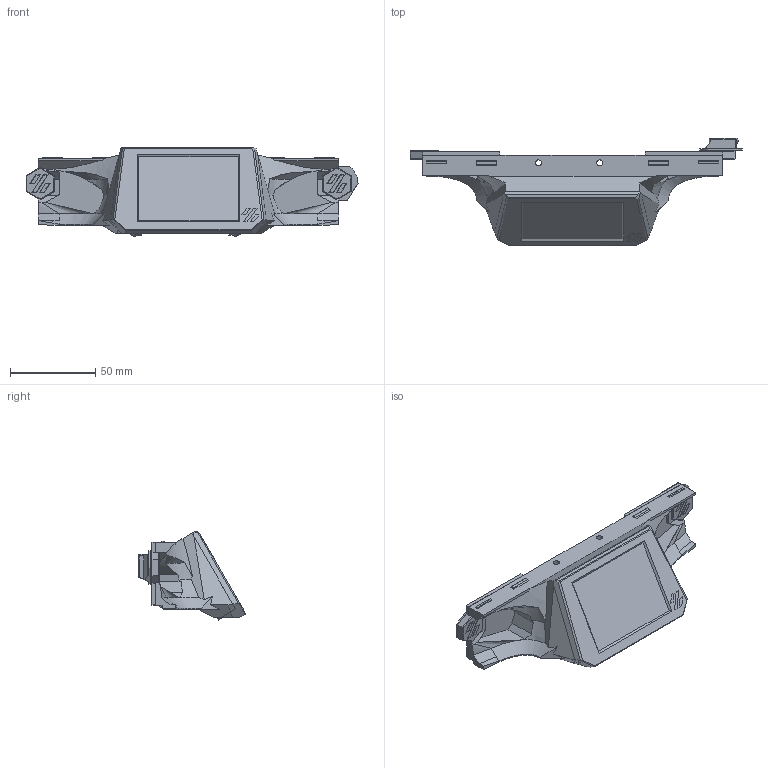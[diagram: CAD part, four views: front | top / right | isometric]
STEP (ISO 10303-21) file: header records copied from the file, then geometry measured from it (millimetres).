
FILE_DESCRIPTION(/* description */ (''),/* implementation_level */ '2;1');
FILE_NAME(/* name */ 'stealthwaveshare_v02_frontskirt.step',/* time_stamp */ '2023-05-21T06:24:22-07:00',/* author */ (''),/* organization */ (''),/* preprocessor_version */ 'ST-DEVELOPER v19.2',/* originating_system */ 'Autodesk Translation Framework v12.4.0.73',/* authorisation */ '');
FILE_SCHEMA (('AUTOMOTIVE_DESIGN { 1 0 10303 214 3 1 1 }'));
Length unit declared in the file: millimetre
Products named in the file (10): (Unsaved); Waveshare Skirt; waveshare; Waveshare2.8; Bezel; Front_Skirt; Front_Skirt_Accents; Logo Insert:1; Logo Insert:2; Component9
Assembly tree (9 placements, depth 4):
  (Unsaved)
    Waveshare Skirt
      waveshare
        Waveshare2.8
      Bezel
      Front_Skirt
      Front_Skirt_Accents
        Logo Insert:1
        Logo Insert:2
        Component9
Bounding box: 195.07 x 62.96 x 51.88 mm (x, y, z)
Volume: 103095.4 mm3; surface area: 78982.3 mm2
Topology: 19 solids, 19 shells, 642 faces, 1751 edges, 1171 vertices
Faces by surface type: plane 520, cylinder 72, bspline 44, cone 6
Full cylindrical faces by diameter (mm): 1.9 x2, 2 x4, 2.2 x2, 3 x8, 3.5 x2, 6.5 x4
Entity records: 24223 total; most frequent: CARTESIAN_POINT 7851, ORIENTED_EDGE 3502, DIRECTION 2973, EDGE_CURVE 1751, LINE 1395, VECTOR 1395, VERTEX_POINT 1171, AXIS2_PLACEMENT_3D 789
